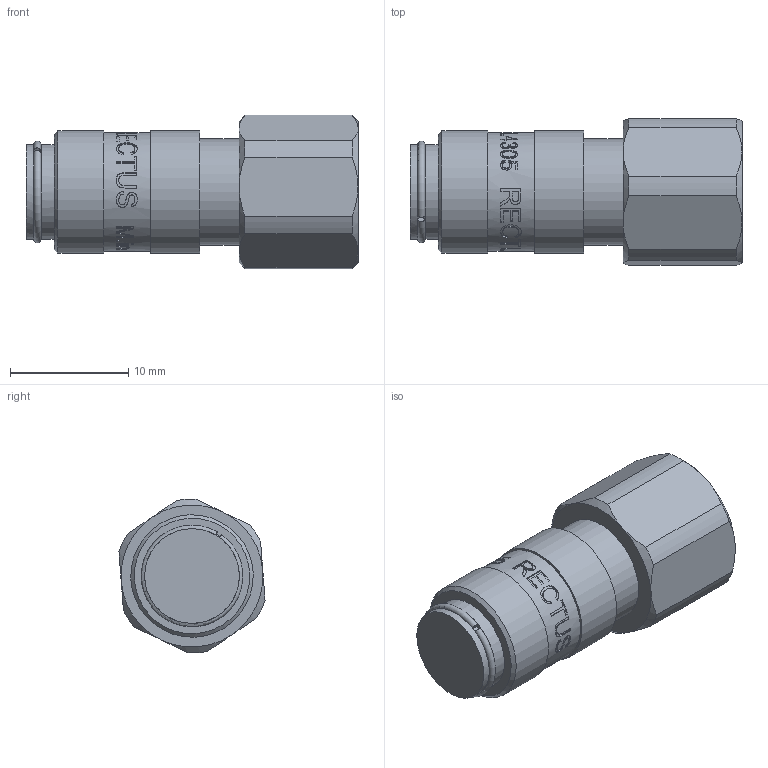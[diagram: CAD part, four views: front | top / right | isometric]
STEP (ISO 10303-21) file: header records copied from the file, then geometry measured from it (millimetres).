
FILE_DESCRIPTION((''),'2;1');
FILE_NAME('20kbiw10rvx.stp','2014-04-17T07:40:41',('IA176480'),(''),'Autodesk Inventor 2013','Autodesk Inventor 2013','');
FILE_SCHEMA(('AUTOMOTIVE_DESIGN { 1 0 10303 214 1 1 1 1 }'));
Length unit declared in the file: millimetre
Products named in the file (1): D110182
Bounding box: 28.05 x 12.35 x 12.99 mm (x, y, z)
Volume: 2029.6 mm3; surface area: 2321.4 mm2
Topology: 2 solids, 4 shells, 406 faces, 1054 edges, 695 vertices
Faces by surface type: bspline 170, plane 147, cylinder 59, cone 26, torus 4
Full cylindrical faces by diameter (mm): 4 x1, 7.091 x1, 7.3 x1, 7.4 x1, 7.46 x1, 7.8 x1, 8 x5, 8.1 x1, 8.15 x2, 8.566 x1, 9 x1, 9.15 x1, 9.2 x1, 10 x1, 10.35 x2
Entity records: 52633 total; most frequent: CARTESIAN_POINT 43833, ORIENTED_EDGE 2008, DIRECTION 1124, EDGE_CURVE 1004, VERTEX_POINT 682, EDGE_LOOP 490, B_SPLINE_CURVE_WITH_KNOTS 470, FACE_OUTER_BOUND 406
